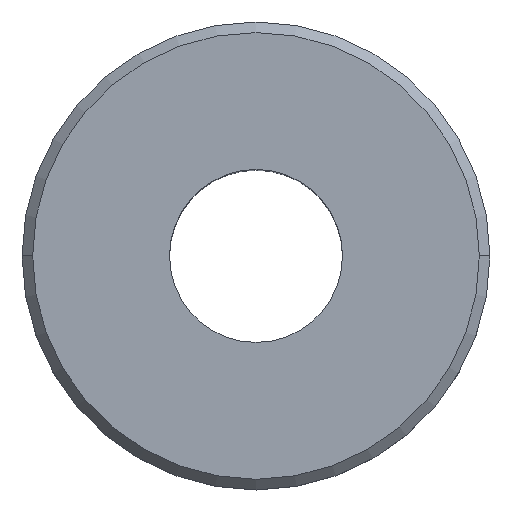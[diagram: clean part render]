
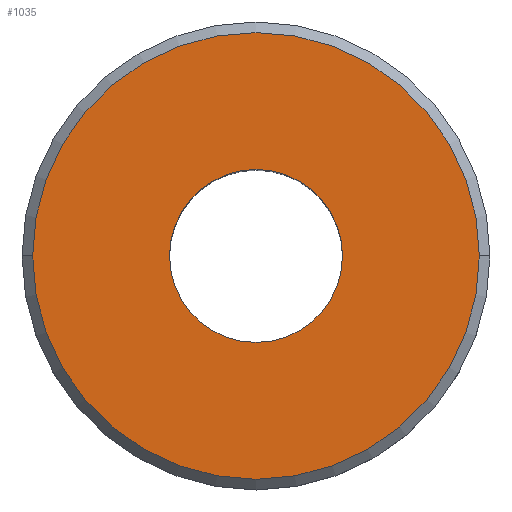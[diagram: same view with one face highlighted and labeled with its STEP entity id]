
A CAD part, top view. The second image highlights one B-rep face of the part: STEP entity #1035.
In plain terms, the highlighted planar face has unit normal (0, 0, 1).
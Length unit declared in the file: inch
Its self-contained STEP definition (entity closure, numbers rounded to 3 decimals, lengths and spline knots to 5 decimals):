
#42 = ORIENTED_EDGE ( 'NONE', *, *, #981, .T. ) ;
#85 = EDGE_CURVE ( 'NONE', #796, #506, #376, .T. ) ;
#96 = CARTESIAN_POINT ( 'NONE',  ( 0., 0., 0.7498 ) ) ;
#113 = AXIS2_PLACEMENT_3D ( 'NONE', #1187, #204, #1078 ) ;
#151 = ORIENTED_EDGE ( 'NONE', *, *, #772, .T. ) ;
#204 = DIRECTION ( 'NONE',  ( 0., 0., 1. ) ) ;
#208 = AXIS2_PLACEMENT_3D ( 'NONE', #96, #674, #546 ) ;
#225 = DIRECTION ( 'NONE',  ( 0., 0., -1. ) ) ;
#335 = CARTESIAN_POINT ( 'NONE',  ( -0.1285, 0., 0.7498 ) ) ;
#376 = CIRCLE ( 'NONE', #1312, 0.33175 ) ;
#428 = FACE_OUTER_BOUND ( 'NONE', #1426, .T. ) ;
#464 = CARTESIAN_POINT ( 'NONE',  ( -0.33175, 0., 0.7498 ) ) ;
#477 = ORIENTED_EDGE ( 'NONE', *, *, #1116, .T. ) ;
#506 = VERTEX_POINT ( 'NONE', #865 ) ;
#514 = DIRECTION ( 'NONE',  ( 1., 0., 0. ) ) ;
#546 = DIRECTION ( 'NONE',  ( -1., 0., 0. ) ) ;
#550 = CARTESIAN_POINT ( 'NONE',  ( 0.1285, 0., 0.7498 ) ) ;
#586 = ORIENTED_EDGE ( 'NONE', *, *, #85, .T. ) ;
#603 = CIRCLE ( 'NONE', #208, 0.33175 ) ;
#612 = CARTESIAN_POINT ( 'NONE',  ( 0., 0., 0.7498 ) ) ;
#674 = DIRECTION ( 'NONE',  ( 0., 0., 1. ) ) ;
#710 = DIRECTION ( 'NONE',  ( 0., 0., 1. ) ) ;
#752 = PLANE ( 'NONE',  #113 ) ;
#772 = EDGE_CURVE ( 'NONE', #506, #796, #603, .T. ) ;
#778 = DIRECTION ( 'NONE',  ( 1., 0., 0. ) ) ;
#786 = EDGE_LOOP ( 'NONE', ( #42, #477 ) ) ;
#796 = VERTEX_POINT ( 'NONE', #464 ) ;
#865 = CARTESIAN_POINT ( 'NONE',  ( 0.33175, 0., 0.7498 ) ) ;
#914 = DIRECTION ( 'NONE',  ( -1., 0., 0. ) ) ;
#943 = CIRCLE ( 'NONE', #1041, 0.1285 ) ;
#981 = EDGE_CURVE ( 'NONE', #1262, #1237, #1014, .T. ) ;
#1014 = CIRCLE ( 'NONE', #1433, 0.1285 ) ;
#1035 = ADVANCED_FACE ( 'NONE', ( #1412, #428 ), #752, .T. ) ;
#1041 = AXIS2_PLACEMENT_3D ( 'NONE', #1194, #225, #778 ) ;
#1078 = DIRECTION ( 'NONE',  ( 1., 0., 0. ) ) ;
#1116 = EDGE_CURVE ( 'NONE', #1237, #1262, #943, .T. ) ;
#1187 = CARTESIAN_POINT ( 'NONE',  ( 0., 0., 0.7498 ) ) ;
#1194 = CARTESIAN_POINT ( 'NONE',  ( 0., 0., 0.7498 ) ) ;
#1237 = VERTEX_POINT ( 'NONE', #335 ) ;
#1262 = VERTEX_POINT ( 'NONE', #550 ) ;
#1286 = DIRECTION ( 'NONE',  ( 0., 0., -1. ) ) ;
#1303 = CARTESIAN_POINT ( 'NONE',  ( 0., 0., 0.7498 ) ) ;
#1312 = AXIS2_PLACEMENT_3D ( 'NONE', #612, #710, #914 ) ;
#1412 = FACE_BOUND ( 'NONE', #786, .T. ) ;
#1426 = EDGE_LOOP ( 'NONE', ( #586, #151 ) ) ;
#1433 = AXIS2_PLACEMENT_3D ( 'NONE', #1303, #1286, #514 ) ;
